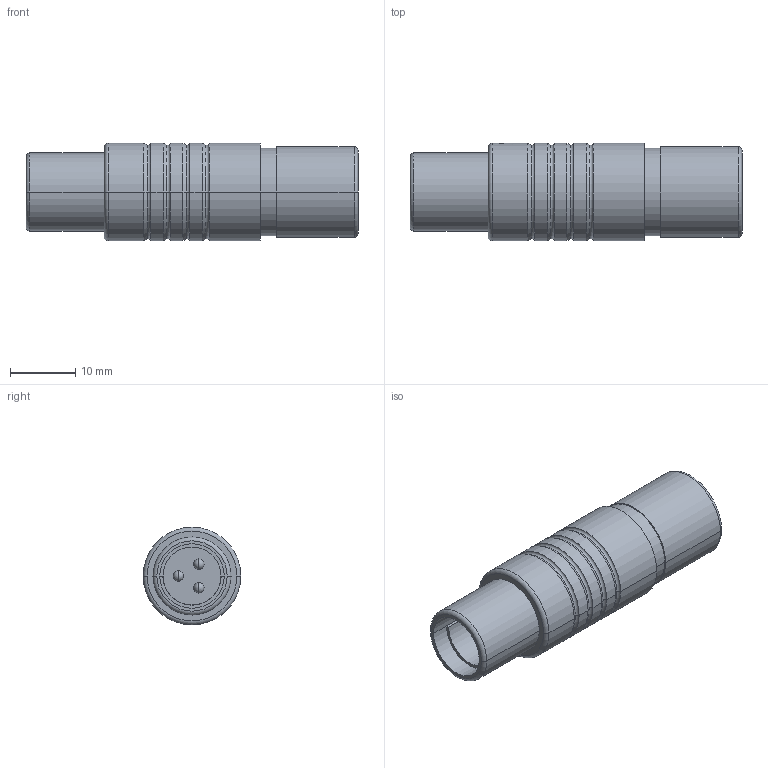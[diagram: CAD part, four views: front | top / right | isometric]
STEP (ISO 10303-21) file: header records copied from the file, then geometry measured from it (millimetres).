
FILE_DESCRIPTION((''),'2;1');
FILE_NAME('S12F1C-P03M','2021-03-11T15:22:03',('RTrager'),(''),'CREO PARAMETRIC BY PTC INC, 2018300','CREO PARAMETRIC BY PTC INC, 2018300','');
FILE_SCHEMA(('AP242_MANAGED_MODEL_BASED_3D_ENGINEERING_MIM_LF { 1 0 10303 442 1 1 4 }'));
Length unit declared in the file: millimetre
Products named in the file (1): S12F1C-P03M
Bounding box: 51 x 15 x 15 mm (x, y, z)
Volume: 5264.3 mm3; surface area: 4118.9 mm2
Topology: 1 solids, 1 shells, 102 faces, 228 edges, 135 vertices
Faces by surface type: cylinder 53, plane 18, torus 17, cone 8, sphere 6
Entity records: 4303 total; most frequent: CARTESIAN_POINT 635, DIRECTION 538, ORIENTED_EDGE 444, PRESENTATION_STYLE_ASSIGNMENT 274, AXIS2_PLACEMENT_3D 232, STYLED_ITEM 226, CURVE_STYLE 222, EDGE_CURVE 222
